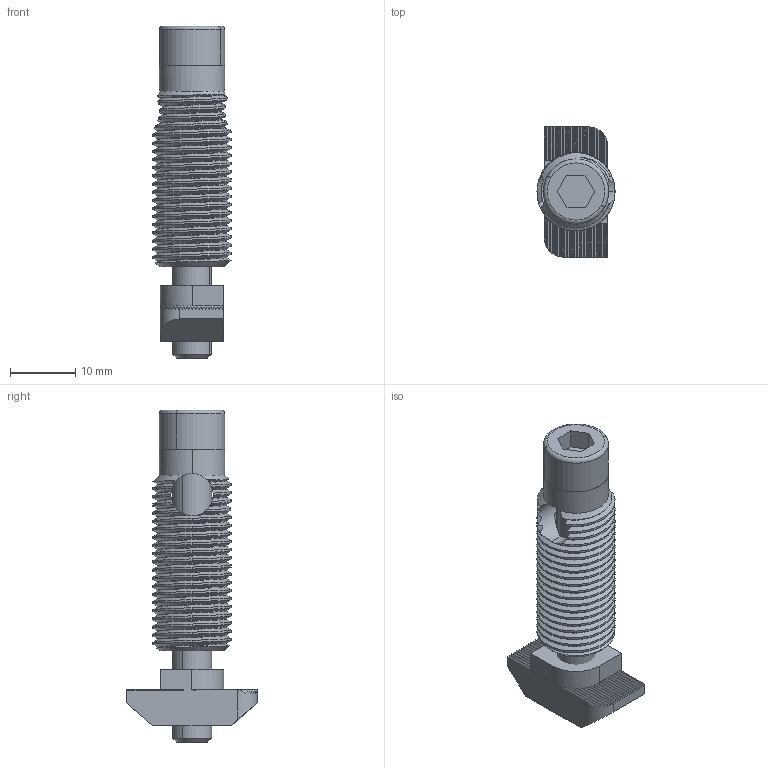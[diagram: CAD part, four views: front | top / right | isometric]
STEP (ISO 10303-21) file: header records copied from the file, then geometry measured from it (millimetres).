
FILE_DESCRIPTION (( 'STEP AP214' ), '1' );
FILE_NAME ('084.312.014.STEP', '2021-05-20T11:36:32', ( '' ), ( '' ), 'SwSTEP 2.0', 'SolidWorks 2018', '' );
FILE_SCHEMA (( 'AUTOMOTIVE_DESIGN' ));
Length unit declared in the file: millimetre
Products named in the file (4): VITI TCEI UNI 5931_M6x45 UNI 5931; 084.302.027; 084.312.011; 084.312.014
Assembly tree (3 placements, depth 2):
  084.312.014
    084.312.011
    084.302.027
    VITI TCEI UNI 5931_M6x45 UNI 5931
Bounding box: 12 x 20 x 51 mm (x, y, z)
Volume: 4576.9 mm3; surface area: 4570.9 mm2
Topology: 3 solids, 3 shells, 279 faces, 777 edges, 502 vertices
Faces by surface type: plane 166, cylinder 73, bspline 32, cone 6, torus 2
Entity records: 43141 total; most frequent: CARTESIAN_POINT 36709, ORIENTED_EDGE 1554, DIRECTION 1050, EDGE_CURVE 777, VERTEX_POINT 502, VECTOR 392, LINE 392, AXIS2_PLACEMENT_3D 329
